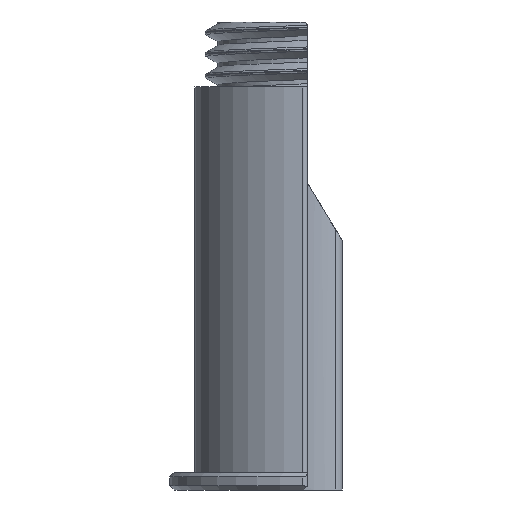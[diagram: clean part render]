
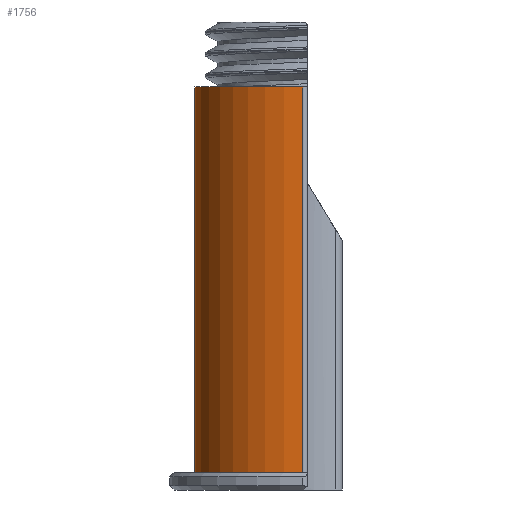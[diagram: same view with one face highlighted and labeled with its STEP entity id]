
A CAD part, left-side view. The second image highlights one B-rep face of the part: STEP entity #1756.
In plain terms, the highlighted cylindrical face has radius 26.25 mm (diameter 52.5 mm), a partial arc.
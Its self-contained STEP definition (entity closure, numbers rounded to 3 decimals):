
#122=FACE_OUTER_BOUND('',#219,.T.);
#219=EDGE_LOOP('',(#1365,#1366,#1367,#1368));
#393=CIRCLE('',#1878,26.25);
#394=CIRCLE('',#1879,26.25);
#504=LINE('',#3360,#604);
#505=LINE('',#3363,#605);
#604=VECTOR('',#2157,10.);
#605=VECTOR('',#2160,10.);
#796=VERTEX_POINT('',#3356);
#797=VERTEX_POINT('',#3357);
#798=VERTEX_POINT('',#3359);
#799=VERTEX_POINT('',#3361);
#1019=EDGE_CURVE('',#796,#797,#393,.T.);
#1020=EDGE_CURVE('',#798,#796,#504,.T.);
#1021=EDGE_CURVE('',#799,#798,#394,.F.);
#1022=EDGE_CURVE('',#797,#799,#505,.T.);
#1365=ORIENTED_EDGE('',*,*,#1019,.F.);
#1366=ORIENTED_EDGE('',*,*,#1020,.F.);
#1367=ORIENTED_EDGE('',*,*,#1021,.F.);
#1368=ORIENTED_EDGE('',*,*,#1022,.F.);
#1688=CYLINDRICAL_SURFACE('',#1877,26.25);
#1756=ADVANCED_FACE('',(#122),#1688,.T.);
#1877=AXIS2_PLACEMENT_3D('',#3355,#2153,#2154);
#1878=AXIS2_PLACEMENT_3D('',#3358,#2155,#2156);
#1879=AXIS2_PLACEMENT_3D('',#3362,#2158,#2159);
#2153=DIRECTION('center_axis',(0.,0.,-1.));
#2154=DIRECTION('ref_axis',(-1.,0.,0.));
#2155=DIRECTION('center_axis',(0.,0.,-1.));
#2156=DIRECTION('ref_axis',(-1.,0.,0.));
#2157=DIRECTION('',(0.,0.,-1.));
#2158=DIRECTION('center_axis',(0.,0.,-1.));
#2159=DIRECTION('ref_axis',(-1.,0.,0.));
#2160=DIRECTION('',(0.,0.,1.));
#3355=CARTESIAN_POINT('Origin',(-16.624,-0.062,63.5));
#3356=CARTESIAN_POINT('',(-42.844,1.196,-9.5));
#3357=CARTESIAN_POINT('',(9.596,1.196,-9.5));
#3358=CARTESIAN_POINT('Origin',(-16.624,-0.062,-9.5));
#3359=CARTESIAN_POINT('',(-42.844,1.196,79.5));
#3360=CARTESIAN_POINT('',(-42.844,1.196,63.5));
#3361=CARTESIAN_POINT('',(9.596,1.196,79.5));
#3362=CARTESIAN_POINT('Origin',(-16.624,-0.062,79.5));
#3363=CARTESIAN_POINT('',(9.596,1.196,63.5));
